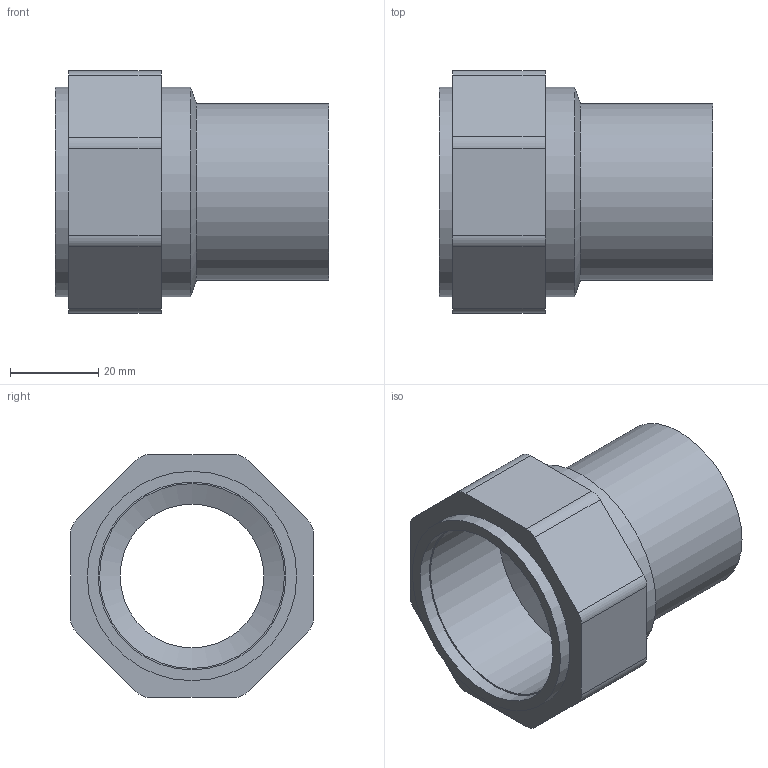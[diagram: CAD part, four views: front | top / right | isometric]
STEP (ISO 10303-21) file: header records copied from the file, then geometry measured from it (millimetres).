
FILE_DESCRIPTION(/* description */ ('PE100 SDR11 Transition adapter, female-threaded, Ø40 to 1 1/4"'),/* implementation_level */ '2;1');
FILE_NAME(/* name */ 'RBFE-RC-040-R032',/* time_stamp */ '2022-12-22T15:02:56+01:00',/* author */ ('COAB Solutions'),/* organization */ ('GPA Flowsystem'),/* preprocessor_version */ 'www.coabsolutions.com - creating and organizing all your 3D drawings - ',/* originating_system */ 'Autodesk Inventor 2021',/* authorisation */ '');
FILE_SCHEMA (('AUTOMOTIVE_DESIGN { 1 0 10303 214 3 1 1 }'));
Length unit declared in the file: millimetre
Products named in the file (1): RBFE-RC-040-R032
Bounding box: 62 x 55 x 55 mm (x, y, z)
Volume: 43513.4 mm3; surface area: 19318.4 mm2
Topology: 1 solids, 1 shells, 29 faces, 68 edges, 44 vertices
Faces by surface type: cylinder 14, plane 13, cone 2
Full cylindrical faces by diameter (mm): 32.6 x1, 40 x1, 41.91 x1, 42.567 x1, 47.5 x2
Entity records: 893 total; most frequent: DIRECTION 156, CARTESIAN_POINT 142, ORIENTED_EDGE 136, EDGE_CURVE 68, AXIS2_PLACEMENT_3D 58, VERTEX_POINT 44, LINE 40, VECTOR 40
